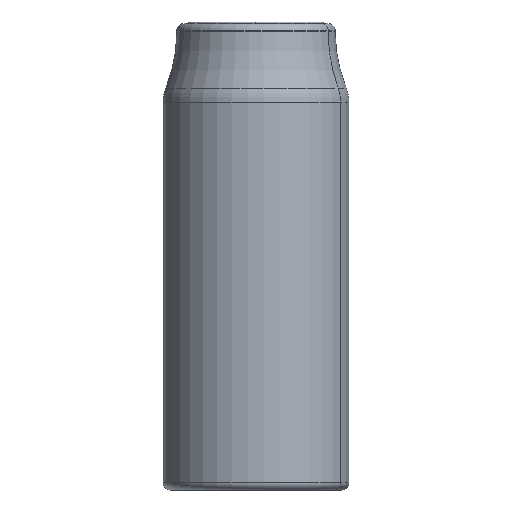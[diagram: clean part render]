
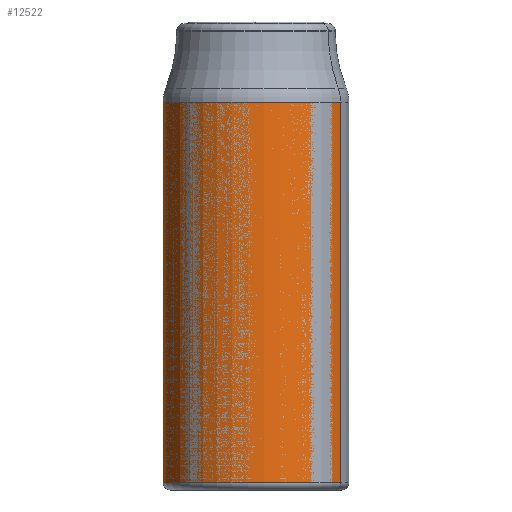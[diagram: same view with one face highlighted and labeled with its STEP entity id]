
A CAD part, left-side view. The second image highlights one B-rep face of the part: STEP entity #12522.
In plain terms, the highlighted cylindrical face has radius 12.5 mm (diameter 25 mm), a partial arc.
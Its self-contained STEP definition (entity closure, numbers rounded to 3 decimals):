
#11884=CARTESIAN_POINT('',(0.,0.,-51.963));
#11885=DIRECTION('',(0.,0.,1.));
#11886=DIRECTION('',(0.,-1.,0.));
#11887=AXIS2_PLACEMENT_3D('',#11884,#11885,#11886);
#11892=CARTESIAN_POINT('',(0.,0.,-1.));
#11893=DIRECTION('',(0.,0.,1.));
#11894=DIRECTION('',(0.,-1.,0.));
#11895=AXIS2_PLACEMENT_3D('',#11892,#11893,#11894);
#11900=CARTESIAN_POINT('',(0.,12.5,-8.3));
#11901=CARTESIAN_POINT('',(0.199,12.5,-8.3));
#11902=CARTESIAN_POINT('',(0.589,12.491,
-8.255));
#11903=CARTESIAN_POINT('',(1.173,12.449,
-8.037));
#11904=CARTESIAN_POINT('',(1.672,12.39,
-7.69));
#11905=CARTESIAN_POINT('',(2.071,12.329,
-7.244));
#11906=CARTESIAN_POINT('',(2.363,12.275,
-6.692));
#11907=CARTESIAN_POINT('',(2.506,12.246,
-6.093));
#11908=CARTESIAN_POINT('',(2.507,12.246,
-5.509));
#11909=CARTESIAN_POINT('',(2.364,12.275,
-4.909));
#11910=CARTESIAN_POINT('',(2.072,12.329,
-4.358));
#11911=CARTESIAN_POINT('',(1.675,12.39,
-3.913));
#11912=CARTESIAN_POINT('',(1.174,12.449,
-3.564));
#11913=CARTESIAN_POINT('',(0.589,12.491,
-3.345));
#11914=CARTESIAN_POINT('',(0.199,12.5,-3.3));
#11915=CARTESIAN_POINT('',(0.,12.5,-3.3));
#11944=DIRECTION('',(0.,0.,1.));
#11945=VECTOR('',#11944,43.663);
#11946=CARTESIAN_POINT('',(0.,12.5,
-51.963));
#11947=LINE('',#11946,#11945);
#11971=DIRECTION('',(0.,0.,1.));
#11972=VECTOR('',#11971,2.3);
#11973=CARTESIAN_POINT('',(0.,12.5,-3.3));
#11974=LINE('',#11973,#11972);
#11986=DIRECTION('',(0.,0.,1.));
#11987=VECTOR('',#11986,50.963);
#11988=CARTESIAN_POINT('',(0.,-12.5,
-51.963));
#11989=LINE('',#11988,#11987);
#12398=VERTEX_POINT('',#11900);
#12399=VERTEX_POINT('',#11915);
#12414=CARTESIAN_POINT('',(0.,-12.5,-1.));
#12415=CARTESIAN_POINT('',(0.,12.5,-1.));
#12416=VERTEX_POINT('',#12414);
#12417=VERTEX_POINT('',#12415);
#12442=CARTESIAN_POINT('',(0.,-12.5,-51.963));
#12443=CARTESIAN_POINT('',(0.,12.5,-51.963));
#12444=VERTEX_POINT('',#12442);
#12445=VERTEX_POINT('',#12443);
#12504=CARTESIAN_POINT('',(0.,0.,3.125));
#12505=DIRECTION('',(0.,0.,-1.));
#12506=DIRECTION('',(0.,-1.,0.));
#12507=AXIS2_PLACEMENT_3D('',#12504,#12505,#12506);
#12508=CYLINDRICAL_SURFACE('',#12507,12.5);
#12510=ORIENTED_EDGE('',*,*,#12509,.F.);
#12512=ORIENTED_EDGE('',*,*,#12511,.T.);
#12514=ORIENTED_EDGE('',*,*,#12513,.T.);
#12516=ORIENTED_EDGE('',*,*,#12515,.F.);
#12517=ORIENTED_EDGE('',*,*,#12490,.F.);
#12519=ORIENTED_EDGE('',*,*,#12518,.F.);
#12520=EDGE_LOOP('',(#12510,#12512,#12514,#12516,#12517,#12519));
#12521=FACE_OUTER_BOUND('',#12520,.F.);
#12522=ADVANCED_FACE('',(#12521),#12508,.T.);
#11888=CIRCLE('',#11887,12.5);
#11896=CIRCLE('',#11895,12.5);
#11916=B_SPLINE_CURVE_WITH_KNOTS('',3,(#11900,#11901,#11902,#11903,#11904,
#11905,#11906,#11907,#11908,#11909,#11910,#11911,#11912,#11913,#11914,#11915),
.UNSPECIFIED.,.F.,.F.,(4,1,1,1,1,1,1,1,1,1,1,1,1,4),(0.,0.077,
0.154,0.231,0.308,0.385,
0.462,0.538,0.615,0.692,
0.769,0.846,0.923,1.),.UNSPECIFIED.);
#12490=EDGE_CURVE('',#12398,#12399,#11916,.T.);
#12509=EDGE_CURVE('',#12444,#12445,#11888,.T.);
#12511=EDGE_CURVE('',#12444,#12416,#11989,.T.);
#12513=EDGE_CURVE('',#12416,#12417,#11896,.T.);
#12515=EDGE_CURVE('',#12399,#12417,#11974,.T.);
#12518=EDGE_CURVE('',#12445,#12398,#11947,.T.);
